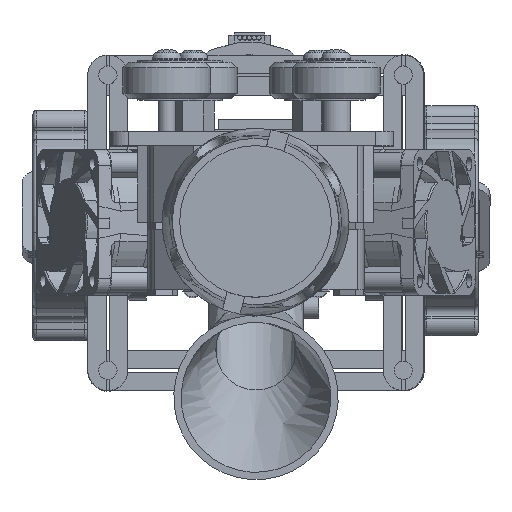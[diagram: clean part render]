
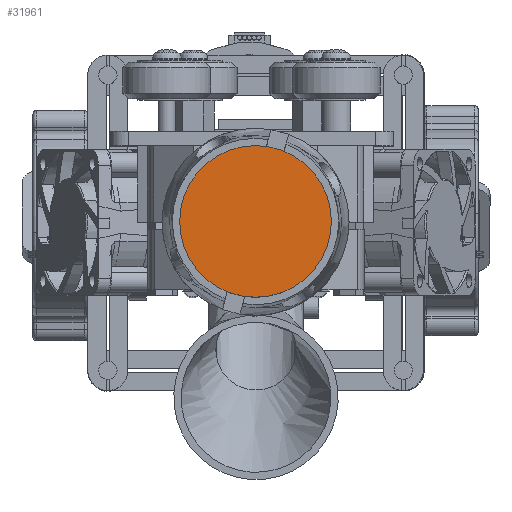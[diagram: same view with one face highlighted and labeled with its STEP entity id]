
A CAD part, top view. The second image highlights one B-rep face of the part: STEP entity #31961.
In plain terms, the highlighted planar face has unit normal (0, 0, 1).
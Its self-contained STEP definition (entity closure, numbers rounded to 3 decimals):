
#2015=PLANE('',#34341);
#3532=FACE_OUTER_BOUND('',#5452,.T.);
#5452=EDGE_LOOP('',(#22539));
#12286=CIRCLE('',#34339,20.75);
#14058=VERTEX_POINT('',#47894);
#17360=EDGE_CURVE('',#14058,#14058,#12286,.T.);
#22539=ORIENTED_EDGE('',*,*,#17360,.T.);
#31961=ADVANCED_FACE('',(#3532),#2015,.T.);
#34339=AXIS2_PLACEMENT_3D('',#47895,#38237,#38238);
#34341=AXIS2_PLACEMENT_3D('',#47899,#38242,#38243);
#38237=DIRECTION('center_axis',(0.,0.,1.));
#38238=DIRECTION('ref_axis',(1.,0.,0.));
#38242=DIRECTION('center_axis',(0.,0.,1.));
#38243=DIRECTION('ref_axis',(1.,0.,0.));
#47894=CARTESIAN_POINT('',(-20.75,0.,75.));
#47895=CARTESIAN_POINT('Origin',(0.,0.,75.));
#47899=CARTESIAN_POINT('Origin',(0.,0.,75.));
